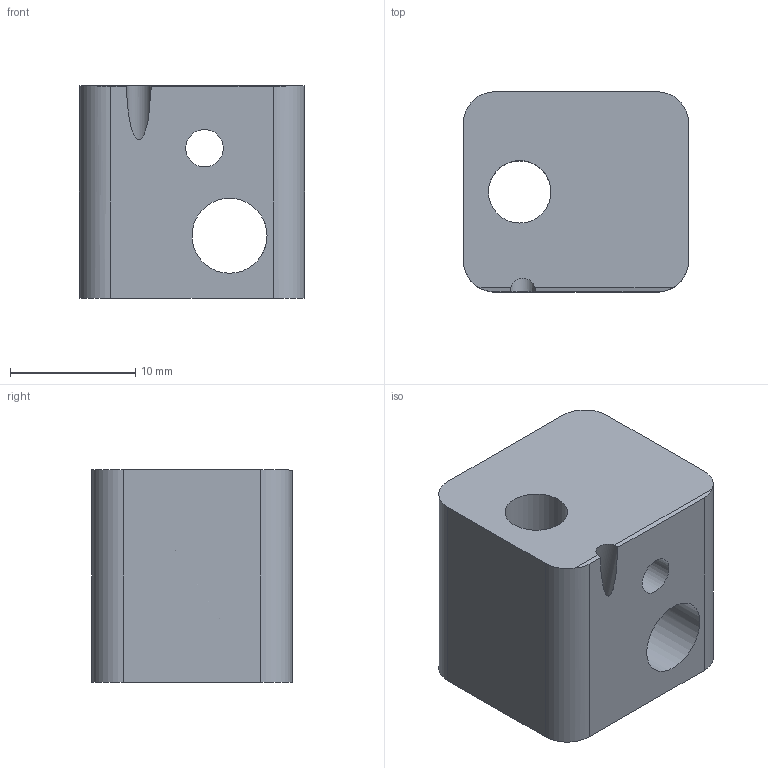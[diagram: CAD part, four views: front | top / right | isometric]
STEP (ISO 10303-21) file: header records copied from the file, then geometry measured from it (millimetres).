
FILE_DESCRIPTION(('FreeCAD Model'),'2;1');
FILE_NAME('ao-hex_heater_block-v1.1.step','2014-08-22T10:40:27',('FreeCAD'),('FreeCAD'), 'Open CASCADE STEP processor 6.5','FreeCAD','Unknown');
FILE_SCHEMA(('AUTOMOTIVE_DESIGN_CC2 { 1 2 10303 214 -1 1 5 4 }'));
Length unit declared in the file: millimetre
Products named in the file (1): Pocket004
Bounding box: 18 x 16 x 17 mm (x, y, z)
Volume: 3835.7 mm3; surface area: 2359.8 mm2
Topology: 1 solids, 1 shells, 18 faces, 52 edges, 35 vertices
Faces by surface type: plane 9, cylinder 9
Full cylindrical faces by diameter (mm): 2 x1, 3 x2, 5 x1, 6 x1
Entity records: 1748 total; most frequent: CARTESIAN_POINT 728, DIRECTION 181, ORIENTED_EDGE 104, PCURVE 104, DEFINITIONAL_REPRESENTATION 104, LINE 84, VECTOR 84, EDGE_CURVE 52
